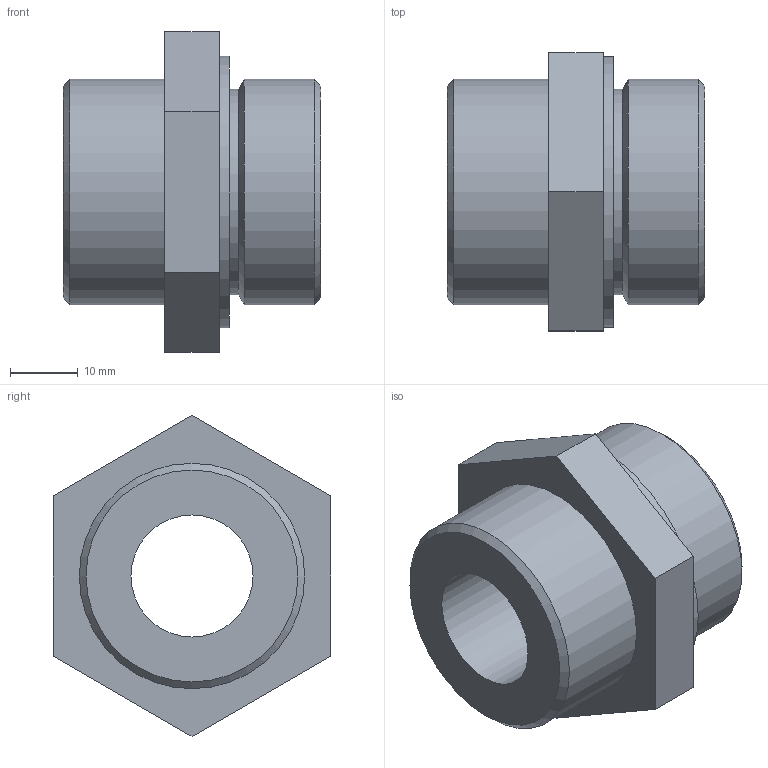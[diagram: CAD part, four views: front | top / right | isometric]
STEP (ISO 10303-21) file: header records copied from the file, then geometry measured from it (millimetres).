
FILE_DESCRIPTION (( 'STEP AP214' ), '1' );
FILE_NAME ('TUR-KN-HT32F.STEP', '2016-08-22T14:08:16', ( '' ), ( '' ), 'SwSTEP 2.0', 'SolidWorks 2016', '' );
FILE_SCHEMA (( 'AUTOMOTIVE_DESIGN' ));
Length unit declared in the file: millimetre
Products named in the file (1): TUR-KN-HT32F
Bounding box: 38 x 41 x 47.34 mm (x, y, z)
Volume: 27770.8 mm3; surface area: 9210.8 mm2
Topology: 1 solids, 1 shells, 24 faces, 55 edges, 37 vertices
Faces by surface type: plane 12, cylinder 7, cone 5
Full cylindrical faces by diameter (mm): 18 x1, 18.63 x1, 30.29 x1, 33.25 x2, 33.5 x1, 40 x1
Entity records: 623 total; most frequent: DIRECTION 102, CARTESIAN_POINT 89, ORIENTED_EDGE 70, EDGE_LOOP 42, AXIS2_PLACEMENT_3D 42, EDGE_CURVE 35, FACE_OUTER_BOUND 31, VERTEX_POINT 29
